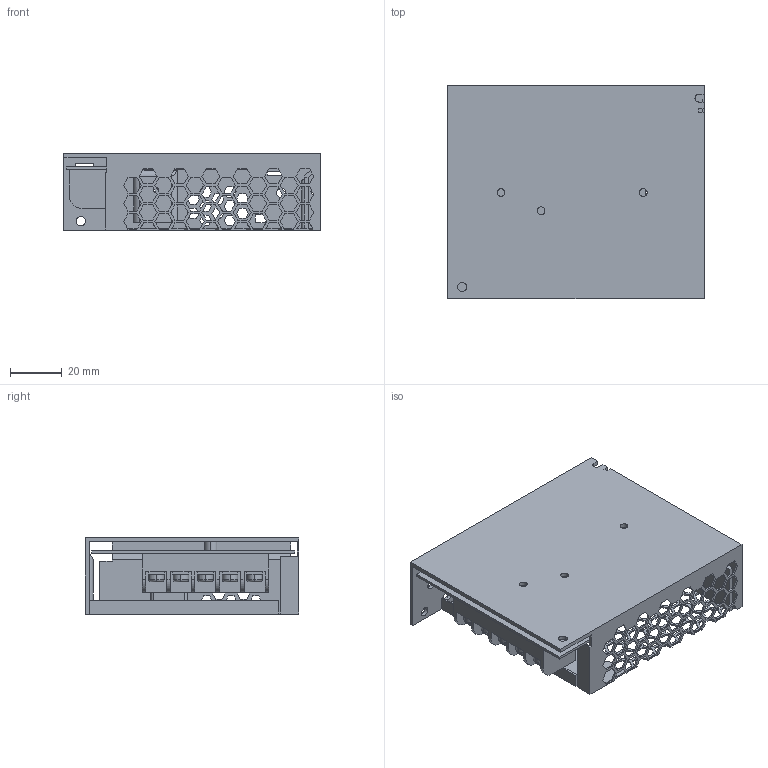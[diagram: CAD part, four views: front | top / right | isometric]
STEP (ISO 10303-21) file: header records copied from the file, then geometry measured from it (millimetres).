
FILE_DESCRIPTION (( 'STEP AP214' ), '1' );
FILE_NAME ('F605LSM-9.5-5p(1).STEP', '2025-03-04T00:31:26', ( '' ), ( '' ), 'SwSTEP 2.0', 'SolidWorks 2020', '' );
FILE_SCHEMA (( 'AUTOMOTIVE_DESIGN' ));
Length unit declared in the file: millimetre
Products named in the file (1): F605LSM-9.5-5p(1)
Bounding box: 99 x 82.5 x 29.4 mm (x, y, z)
Volume: 37429.4 mm3; surface area: 54645 mm2
Topology: 1 solids, 1 shells, 1308 faces, 3968 edges, 2613 vertices
Faces by surface type: plane 1246, cylinder 52, torus 10
Entity records: 44324 total; most frequent: ORIENTED_EDGE 7936, CARTESIAN_POINT 7914, DIRECTION 6696, EDGE_CURVE 3968, LINE 3842, VECTOR 3842, VERTEX_POINT 2613, EDGE_LOOP 1657
